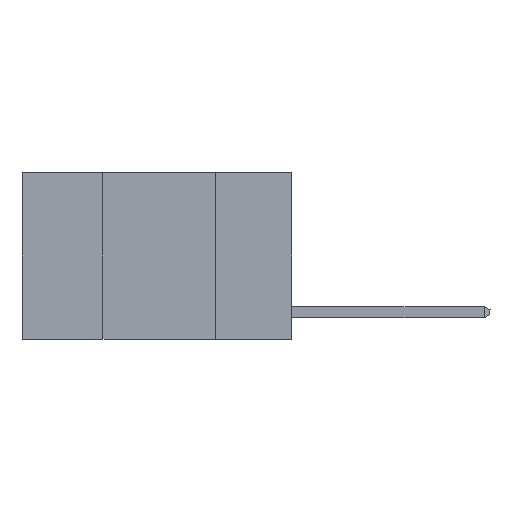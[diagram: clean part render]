
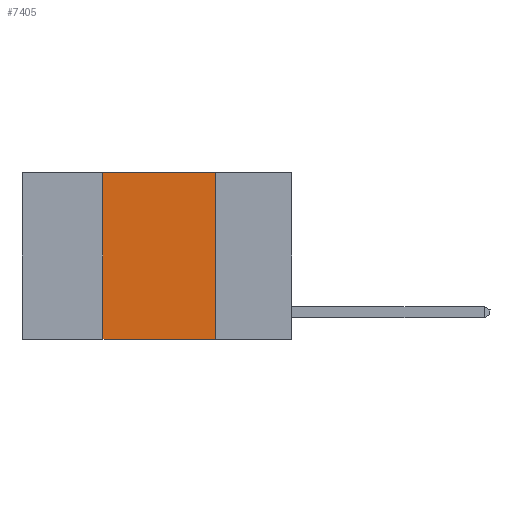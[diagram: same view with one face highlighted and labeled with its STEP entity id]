
A CAD part, left-side view. The second image highlights one B-rep face of the part: STEP entity #7405.
In plain terms, the highlighted planar face has unit normal (-1, 0, 0).
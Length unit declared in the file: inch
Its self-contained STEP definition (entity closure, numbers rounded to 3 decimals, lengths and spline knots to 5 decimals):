
#1206 = CARTESIAN_POINT ( 'NONE',  ( 0., 0.17, -0.37 ) ) ;
#2257 = VERTEX_POINT ( 'NONE', #16884 ) ;
#2346 = CARTESIAN_POINT ( 'NONE',  ( 0., 0.6, 0. ) ) ;
#3091 = EDGE_CURVE ( 'NONE', #2257, #13346, #10634, .T. ) ;
#3531 = FACE_OUTER_BOUND ( 'NONE', #7916, .T. ) ;
#3799 = VECTOR ( 'NONE', #3904, 39.37008 ) ;
#3904 = DIRECTION ( 'NONE',  ( 0., 0., -1. ) ) ;
#4252 = DIRECTION ( 'NONE',  ( 0., -1., 0. ) ) ;
#5666 = VECTOR ( 'NONE', #4252, 39.37008 ) ;
#5743 = CARTESIAN_POINT ( 'NONE',  ( 0., 0.6, -0.37 ) ) ;
#5819 = ORIENTED_EDGE ( 'NONE', *, *, #3091, .T. ) ;
#6619 = VERTEX_POINT ( 'NONE', #14927 ) ;
#7405 = ADVANCED_FACE ( 'NONE', ( #3531 ), #13389, .F. ) ;
#7798 = VECTOR ( 'NONE', #15440, 39.37008 ) ;
#7916 = EDGE_LOOP ( 'NONE', ( #15554, #9286, #9802, #5819 ) ) ;
#9227 = VECTOR ( 'NONE', #19706, 39.37008 ) ;
#9286 = ORIENTED_EDGE ( 'NONE', *, *, #18042, .F. ) ;
#9760 = EDGE_CURVE ( 'NONE', #11882, #13346, #10052, .T. ) ;
#9802 = ORIENTED_EDGE ( 'NONE', *, *, #14420, .F. ) ;
#10052 = LINE ( 'NONE', #14631, #3799 ) ;
#10266 = DIRECTION ( 'NONE',  ( 1., 0., 0. ) ) ;
#10634 = LINE ( 'NONE', #5743, #7798 ) ;
#11882 = VERTEX_POINT ( 'NONE', #15656 ) ;
#12793 = LINE ( 'NONE', #13286, #9227 ) ;
#13286 = CARTESIAN_POINT ( 'NONE',  ( 0., 0.42, 0. ) ) ;
#13346 = VERTEX_POINT ( 'NONE', #1206 ) ;
#13389 = PLANE ( 'NONE',  #17397 ) ;
#13725 = LINE ( 'NONE', #18561, #5666 ) ;
#14420 = EDGE_CURVE ( 'NONE', #2257, #6619, #12793, .T. ) ;
#14631 = CARTESIAN_POINT ( 'NONE',  ( 0., 0.17, 0. ) ) ;
#14927 = CARTESIAN_POINT ( 'NONE',  ( 0., 0.42, 0. ) ) ;
#15440 = DIRECTION ( 'NONE',  ( 0., -1., 0. ) ) ;
#15554 = ORIENTED_EDGE ( 'NONE', *, *, #9760, .F. ) ;
#15656 = CARTESIAN_POINT ( 'NONE',  ( 0., 0.17, 0. ) ) ;
#16744 = DIRECTION ( 'NONE',  ( 0., 0., -1. ) ) ;
#16884 = CARTESIAN_POINT ( 'NONE',  ( 0., 0.42, -0.37 ) ) ;
#17397 = AXIS2_PLACEMENT_3D ( 'NONE', #2346, #10266, #16744 ) ;
#18042 = EDGE_CURVE ( 'NONE', #6619, #11882, #13725, .T. ) ;
#18561 = CARTESIAN_POINT ( 'NONE',  ( 0., 0.6, 0. ) ) ;
#19706 = DIRECTION ( 'NONE',  ( 0., 0., 1. ) ) ;
